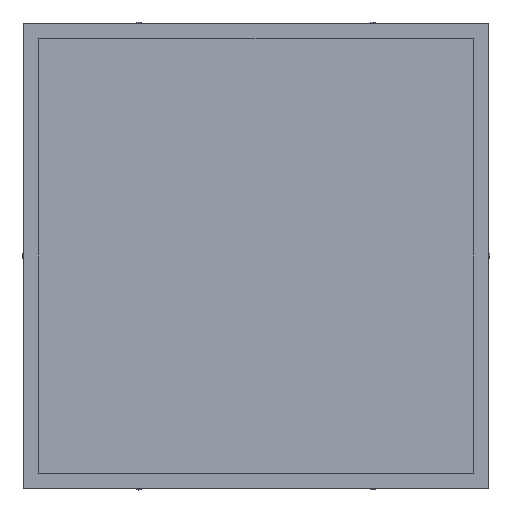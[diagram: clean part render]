
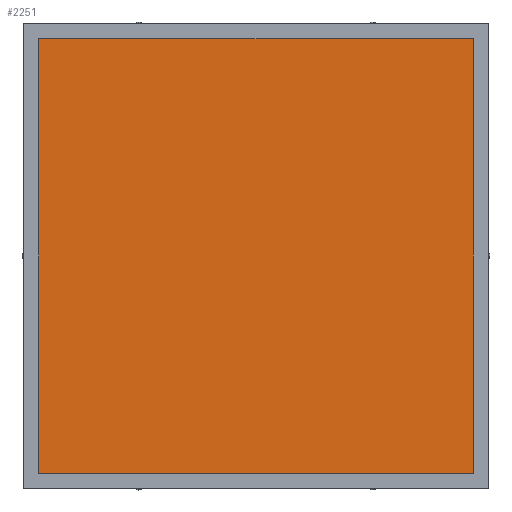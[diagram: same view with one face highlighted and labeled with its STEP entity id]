
A CAD part, front view. The second image highlights one B-rep face of the part: STEP entity #2251.
In plain terms, the highlighted planar face has unit normal (0, -1, 0).
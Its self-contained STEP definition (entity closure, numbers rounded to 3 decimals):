
#65 = DIRECTION ( 'NONE',  ( 0., 0., 1. ) ) ;
#100 = CARTESIAN_POINT ( 'NONE',  ( -278.5, 0.5, -278.5 ) ) ;
#133 = LINE ( 'NONE', #1722, #2085 ) ;
#153 = CARTESIAN_POINT ( 'NONE',  ( 278.5, 0.5, 278.5 ) ) ;
#193 = CARTESIAN_POINT ( 'NONE',  ( 0., 0.5, 0. ) ) ;
#230 = EDGE_CURVE ( 'NONE', #241, #402, #1925, .T. ) ;
#234 = LINE ( 'NONE', #258, #2483 ) ;
#241 = VERTEX_POINT ( 'NONE', #471 ) ;
#258 = CARTESIAN_POINT ( 'NONE',  ( 278.5, 0.5, 278.5 ) ) ;
#276 = CARTESIAN_POINT ( 'NONE',  ( -278.5, 0.5, 278.5 ) ) ;
#292 = VECTOR ( 'NONE', #1091, 1000. ) ;
#402 = VERTEX_POINT ( 'NONE', #100 ) ;
#471 = CARTESIAN_POINT ( 'NONE',  ( -278.5, 0.5, 278.5 ) ) ;
#548 = CARTESIAN_POINT ( 'NONE',  ( -278.5, 0.5, 278.5 ) ) ;
#581 = PLANE ( 'NONE',  #824 ) ;
#824 = AXIS2_PLACEMENT_3D ( 'NONE', #193, #1007, #2378 ) ;
#954 = EDGE_CURVE ( 'NONE', #962, #241, #2019, .T. ) ;
#962 = VERTEX_POINT ( 'NONE', #153 ) ;
#963 = VECTOR ( 'NONE', #1945, 1000. ) ;
#983 = VERTEX_POINT ( 'NONE', #1187 ) ;
#1007 = DIRECTION ( 'NONE',  ( 0., -1., 0. ) ) ;
#1091 = DIRECTION ( 'NONE',  ( 0., 0., -1. ) ) ;
#1187 = CARTESIAN_POINT ( 'NONE',  ( 278.5, 0.5, -278.5 ) ) ;
#1250 = ORIENTED_EDGE ( 'NONE', *, *, #2570, .T. ) ;
#1543 = DIRECTION ( 'NONE',  ( 1., 0., 0. ) ) ;
#1583 = ORIENTED_EDGE ( 'NONE', *, *, #954, .T. ) ;
#1722 = CARTESIAN_POINT ( 'NONE',  ( -278.5, 0.5, -278.5 ) ) ;
#1739 = EDGE_CURVE ( 'NONE', #983, #962, #234, .T. ) ;
#1925 = LINE ( 'NONE', #276, #292 ) ;
#1945 = DIRECTION ( 'NONE',  ( -1., 0., 0. ) ) ;
#1962 = ORIENTED_EDGE ( 'NONE', *, *, #230, .T. ) ;
#2019 = LINE ( 'NONE', #548, #963 ) ;
#2085 = VECTOR ( 'NONE', #1543, 1000. ) ;
#2211 = FACE_OUTER_BOUND ( 'NONE', #2282, .T. ) ;
#2251 = ADVANCED_FACE ( 'NONE', ( #2211 ), #581, .T. ) ;
#2282 = EDGE_LOOP ( 'NONE', ( #1962, #1250, #2355, #1583 ) ) ;
#2355 = ORIENTED_EDGE ( 'NONE', *, *, #1739, .T. ) ;
#2378 = DIRECTION ( 'NONE',  ( 0., 0., -1. ) ) ;
#2483 = VECTOR ( 'NONE', #65, 1000. ) ;
#2570 = EDGE_CURVE ( 'NONE', #402, #983, #133, .T. ) ;
